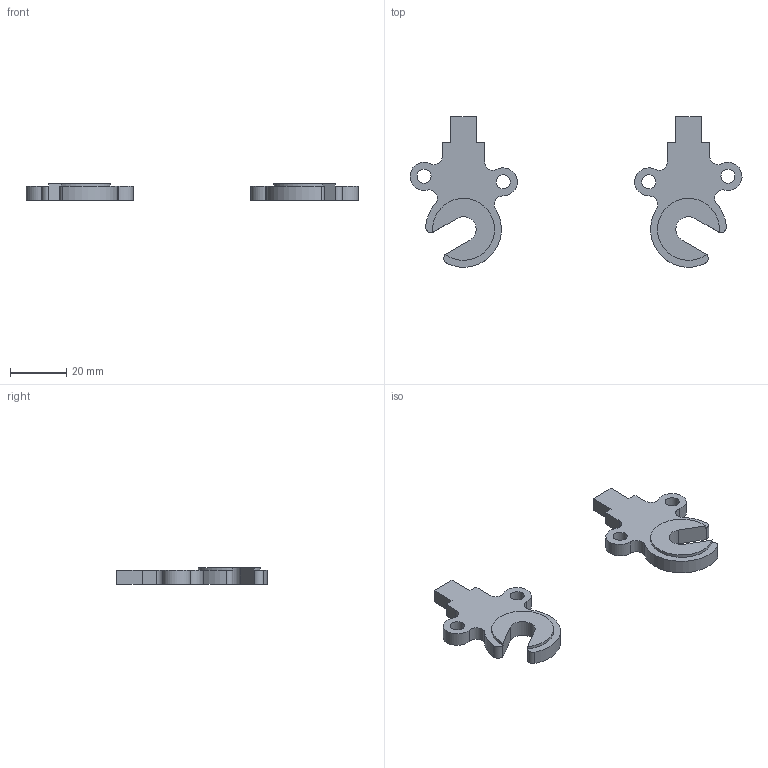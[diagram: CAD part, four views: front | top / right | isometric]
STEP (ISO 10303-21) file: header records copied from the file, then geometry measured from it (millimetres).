
FILE_DESCRIPTION (( 'STEP AP214' ), '1' );
FILE_NAME ('DR1050LR.STEP', '2012-07-12T17:23:34', ( 'BobCad' ), ( 'Microsoft' ), 'SwSTEP 2.0', 'SolidWorks 2012', '' );
FILE_SCHEMA (( 'AUTOMOTIVE_DESIGN' ));
Length unit declared in the file: millimetre
Products named in the file (3): DR1050LR; DR1050R; DR1050L
Assembly tree (2 placements, depth 2):
  DR1050LR
    DR1050R
    DR1050L
Bounding box: 118.06 x 53.47 x 6 mm (x, y, z)
Volume: 10052.4 mm3; surface area: 6266.3 mm2
Topology: 2 solids, 2 shells, 52 faces, 144 edges, 96 vertices
Faces by surface type: cylinder 28, plane 24
Full cylindrical faces by diameter (mm): 5 x4
Entity records: 1790 total; most frequent: DIRECTION 310, CARTESIAN_POINT 293, ORIENTED_EDGE 280, EDGE_CURVE 140, AXIS2_PLACEMENT_3D 113, VERTEX_POINT 96, VECTOR 84, LINE 84
